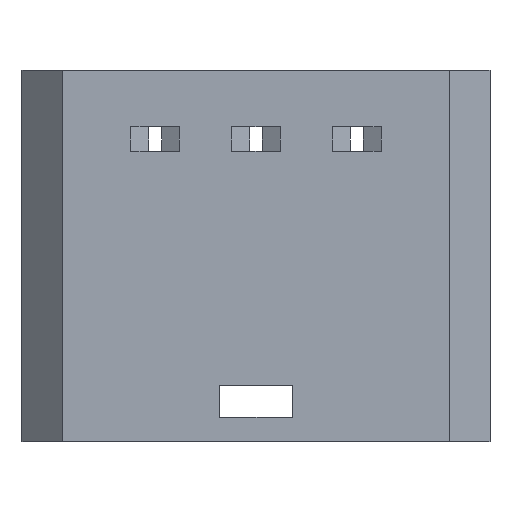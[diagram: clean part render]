
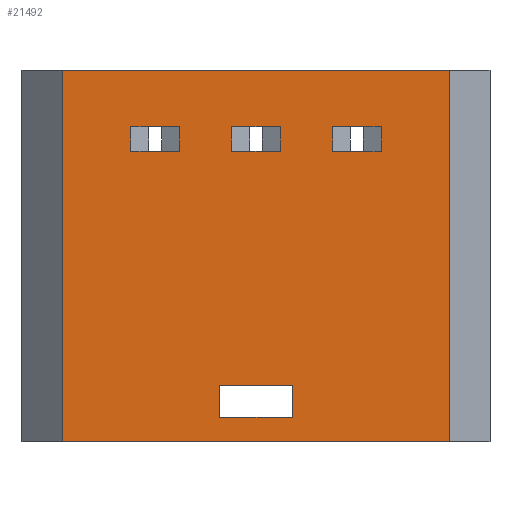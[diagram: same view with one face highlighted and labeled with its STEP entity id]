
A CAD part, left-side view. The second image highlights one B-rep face of the part: STEP entity #21492.
In plain terms, the highlighted planar face has unit normal (-1, 0, 0).
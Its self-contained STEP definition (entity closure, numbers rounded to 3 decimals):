
#849=FACE_BOUND('',#3149,.T.);
#850=FACE_BOUND('',#3150,.T.);
#851=FACE_BOUND('',#3151,.T.);
#852=FACE_BOUND('',#3152,.T.);
#2042=FACE_OUTER_BOUND('',#3148,.T.);
#3148=EDGE_LOOP('',(#14734,#14735,#14736,#14737));
#3149=EDGE_LOOP('',(#14738,#14739,#14740,#14741));
#3150=EDGE_LOOP('',(#14742,#14743,#14744,#14745));
#3151=EDGE_LOOP('',(#14746,#14747,#14748,#14749));
#3152=EDGE_LOOP('',(#14750,#14751,#14752,#14753));
#4246=LINE('',#27672,#6770);
#4253=LINE('',#27686,#6777);
#4259=LINE('',#27698,#6783);
#4265=LINE('',#27708,#6789);
#4291=LINE('',#27771,#6815);
#4306=LINE('',#27815,#6830);
#4318=LINE('',#27848,#6842);
#4326=LINE('',#27863,#6850);
#4347=LINE('',#27906,#6871);
#4356=LINE('',#27924,#6880);
#4360=LINE('',#27932,#6884);
#4363=LINE('',#27936,#6887);
#4375=LINE('',#27966,#6899);
#4377=LINE('',#27969,#6901);
#4384=LINE('',#27987,#6908);
#4386=LINE('',#27990,#6910);
#4391=LINE('',#28005,#6915);
#4392=LINE('',#28007,#6916);
#4393=LINE('',#28009,#6917);
#4394=LINE('',#28010,#6918);
#6770=VECTOR('',#23417,10.);
#6777=VECTOR('',#23428,10.);
#6783=VECTOR('',#23438,10.);
#6789=VECTOR('',#23446,10.);
#6815=VECTOR('',#23490,10.);
#6830=VECTOR('',#23529,10.);
#6842=VECTOR('',#23557,10.);
#6850=VECTOR('',#23567,10.);
#6871=VECTOR('',#23606,10.);
#6880=VECTOR('',#23623,10.);
#6884=VECTOR('',#23631,10.);
#6887=VECTOR('',#23636,10.);
#6899=VECTOR('',#23668,10.);
#6901=VECTOR('',#23672,10.);
#6908=VECTOR('',#23691,10.);
#6910=VECTOR('',#23695,10.);
#6915=VECTOR('',#23706,10.);
#6916=VECTOR('',#23707,10.);
#6917=VECTOR('',#23708,10.);
#6918=VECTOR('',#23709,10.);
#9294=VERTEX_POINT('',#27670);
#9295=VERTEX_POINT('',#27671);
#9300=VERTEX_POINT('',#27685);
#9304=VERTEX_POINT('',#27697);
#9331=VERTEX_POINT('',#27761);
#9335=VERTEX_POINT('',#27769);
#9350=VERTEX_POINT('',#27811);
#9352=VERTEX_POINT('',#27814);
#9364=VERTEX_POINT('',#27846);
#9365=VERTEX_POINT('',#27847);
#9371=VERTEX_POINT('',#27861);
#9384=VERTEX_POINT('',#27905);
#9389=VERTEX_POINT('',#27923);
#9391=VERTEX_POINT('',#27931);
#9399=VERTEX_POINT('',#27964);
#9404=VERTEX_POINT('',#27985);
#9410=VERTEX_POINT('',#28003);
#9411=VERTEX_POINT('',#28004);
#9412=VERTEX_POINT('',#28006);
#9413=VERTEX_POINT('',#28008);
#11358=EDGE_CURVE('',#9294,#9295,#4246,.T.);
#11365=EDGE_CURVE('',#9295,#9300,#4253,.T.);
#11371=EDGE_CURVE('',#9304,#9294,#4259,.T.);
#11377=EDGE_CURVE('',#9300,#9304,#4265,.T.);
#11409=EDGE_CURVE('',#9335,#9331,#4291,.T.);
#11430=EDGE_CURVE('',#9350,#9352,#4306,.T.);
#11446=EDGE_CURVE('',#9364,#9365,#4318,.T.);
#11454=EDGE_CURVE('',#9335,#9371,#4326,.T.);
#11475=EDGE_CURVE('',#9384,#9352,#4347,.T.);
#11484=EDGE_CURVE('',#9389,#9365,#4356,.T.);
#11488=EDGE_CURVE('',#9391,#9331,#4360,.T.);
#11491=EDGE_CURVE('',#9371,#9391,#4363,.T.);
#11506=EDGE_CURVE('',#9350,#9399,#4375,.T.);
#11508=EDGE_CURVE('',#9399,#9384,#4377,.T.);
#11517=EDGE_CURVE('',#9364,#9404,#4384,.T.);
#11519=EDGE_CURVE('',#9404,#9389,#4386,.T.);
#11525=EDGE_CURVE('',#9410,#9411,#4391,.T.);
#11526=EDGE_CURVE('',#9412,#9410,#4392,.T.);
#11527=EDGE_CURVE('',#9412,#9413,#4393,.T.);
#11528=EDGE_CURVE('',#9411,#9413,#4394,.T.);
#14734=ORIENTED_EDGE('',*,*,#11525,.F.);
#14735=ORIENTED_EDGE('',*,*,#11526,.F.);
#14736=ORIENTED_EDGE('',*,*,#11527,.T.);
#14737=ORIENTED_EDGE('',*,*,#11528,.F.);
#14738=ORIENTED_EDGE('',*,*,#11377,.T.);
#14739=ORIENTED_EDGE('',*,*,#11371,.T.);
#14740=ORIENTED_EDGE('',*,*,#11358,.T.);
#14741=ORIENTED_EDGE('',*,*,#11365,.T.);
#14742=ORIENTED_EDGE('',*,*,#11454,.T.);
#14743=ORIENTED_EDGE('',*,*,#11491,.T.);
#14744=ORIENTED_EDGE('',*,*,#11488,.T.);
#14745=ORIENTED_EDGE('',*,*,#11409,.F.);
#14746=ORIENTED_EDGE('',*,*,#11517,.T.);
#14747=ORIENTED_EDGE('',*,*,#11519,.T.);
#14748=ORIENTED_EDGE('',*,*,#11484,.T.);
#14749=ORIENTED_EDGE('',*,*,#11446,.F.);
#14750=ORIENTED_EDGE('',*,*,#11430,.F.);
#14751=ORIENTED_EDGE('',*,*,#11506,.T.);
#14752=ORIENTED_EDGE('',*,*,#11508,.T.);
#14753=ORIENTED_EDGE('',*,*,#11475,.T.);
#20687=PLANE('',#22617);
#21492=ADVANCED_FACE('',(#2042,#849,#850,#851,#852),#20687,.T.);
#22617=AXIS2_PLACEMENT_3D('',#28002,#23704,#23705);
#23417=DIRECTION('',(0.,-1.,0.));
#23428=DIRECTION('',(0.,0.,-1.));
#23438=DIRECTION('',(0.,0.,1.));
#23446=DIRECTION('',(0.,1.,0.));
#23490=DIRECTION('',(0.,1.,0.));
#23529=DIRECTION('',(0.,1.,0.));
#23557=DIRECTION('',(0.,1.,0.));
#23567=DIRECTION('',(0.,0.,-1.));
#23606=DIRECTION('',(0.,0.,1.));
#23623=DIRECTION('',(0.,0.,1.));
#23631=DIRECTION('',(0.,0.,1.));
#23636=DIRECTION('',(0.,1.,0.));
#23668=DIRECTION('',(0.,0.,-1.));
#23672=DIRECTION('',(0.,1.,0.));
#23691=DIRECTION('',(0.,0.,-1.));
#23695=DIRECTION('',(0.,1.,0.));
#23704=DIRECTION('center_axis',(-1.,0.,0.));
#23705=DIRECTION('ref_axis',(0.,-1.,0.));
#23706=DIRECTION('',(0.,-1.,0.));
#23707=DIRECTION('',(0.,0.,1.));
#23708=DIRECTION('',(0.,-1.,0.));
#23709=DIRECTION('',(0.,0.,-1.));
#27670=CARTESIAN_POINT('',(-53.,4.5,7.));
#27671=CARTESIAN_POINT('',(-53.,-4.5,7.));
#27672=CARTESIAN_POINT('',(-53.,12.25,7.));
#27685=CARTESIAN_POINT('',(-53.,-4.5,3.));
#27686=CARTESIAN_POINT('',(-53.,-4.5,1.5));
#27697=CARTESIAN_POINT('',(-53.,4.5,3.));
#27698=CARTESIAN_POINT('',(-53.,4.5,3.5));
#27708=CARTESIAN_POINT('',(-53.,16.75,3.));
#27761=CARTESIAN_POINT('',(-53.,15.5,39.));
#27769=CARTESIAN_POINT('',(-53.,9.5,39.));
#27771=CARTESIAN_POINT('',(-53.,24.,39.));
#27811=CARTESIAN_POINT('',(-53.,-15.5,39.));
#27814=CARTESIAN_POINT('',(-53.,-9.5,39.));
#27815=CARTESIAN_POINT('',(-53.,24.,39.));
#27846=CARTESIAN_POINT('',(-53.,-3.,39.));
#27847=CARTESIAN_POINT('',(-53.,3.,39.));
#27848=CARTESIAN_POINT('',(-53.,24.,39.));
#27861=CARTESIAN_POINT('',(-53.,9.5,36.));
#27863=CARTESIAN_POINT('',(-53.,9.5,23.));
#27905=CARTESIAN_POINT('',(-53.,-9.5,36.));
#27906=CARTESIAN_POINT('',(-53.,-9.5,23.));
#27923=CARTESIAN_POINT('',(-53.,3.,36.));
#27924=CARTESIAN_POINT('',(-53.,3.,23.));
#27931=CARTESIAN_POINT('',(-53.,15.5,36.));
#27932=CARTESIAN_POINT('',(-53.,15.5,23.));
#27936=CARTESIAN_POINT('',(-53.,20.75,36.));
#27964=CARTESIAN_POINT('',(-53.,-15.5,36.));
#27966=CARTESIAN_POINT('',(-53.,-15.5,23.));
#27969=CARTESIAN_POINT('',(-53.,8.25,36.));
#27985=CARTESIAN_POINT('',(-53.,-3.,36.));
#27987=CARTESIAN_POINT('',(-53.,-3.,23.));
#27990=CARTESIAN_POINT('',(-53.,14.5,36.));
#28002=CARTESIAN_POINT('Origin',(-53.,29.,0.));
#28003=CARTESIAN_POINT('',(-53.,24.,46.));
#28004=CARTESIAN_POINT('',(-53.,-24.,46.));
#28005=CARTESIAN_POINT('',(-53.,29.,46.));
#28006=CARTESIAN_POINT('',(-53.,24.,0.));
#28007=CARTESIAN_POINT('',(-53.,24.,0.));
#28008=CARTESIAN_POINT('',(-53.,-24.,0.));
#28009=CARTESIAN_POINT('',(-53.,29.,0.));
#28010=CARTESIAN_POINT('',(-53.,-24.,0.));
